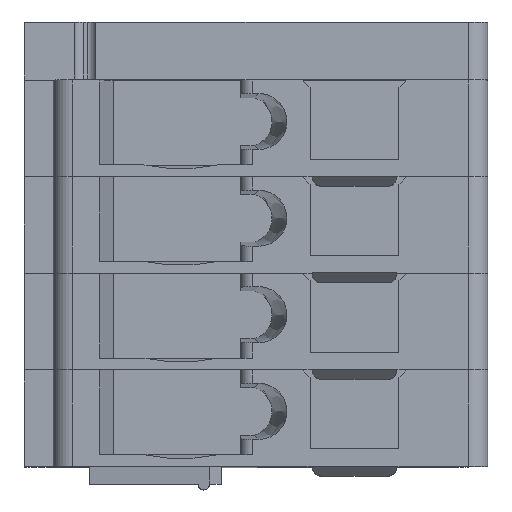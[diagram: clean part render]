
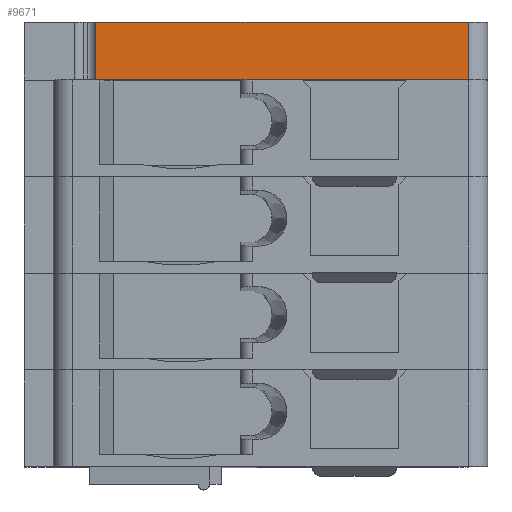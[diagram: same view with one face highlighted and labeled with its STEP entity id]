
A CAD part, top view. The second image highlights one B-rep face of the part: STEP entity #9671.
In plain terms, the highlighted planar face has unit normal (0, 0, 1).
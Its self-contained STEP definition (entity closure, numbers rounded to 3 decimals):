
#2897=ORIENTED_EDGE('',*,*,#4453,.F.);
#2898=ORIENTED_EDGE('',*,*,#4482,.F.);
#2899=ORIENTED_EDGE('',*,*,#4483,.T.);
#2900=ORIENTED_EDGE('',*,*,#4480,.T.);
#4453=EDGE_CURVE('',#5407,#5408,#6502,.T.);
#4480=EDGE_CURVE('',#5426,#5408,#6523,.T.);
#4482=EDGE_CURVE('',#5427,#5407,#6525,.T.);
#4483=EDGE_CURVE('',#5427,#5426,#6526,.T.);
#5407=VERTEX_POINT('',#15906);
#5408=VERTEX_POINT('',#15908);
#5426=VERTEX_POINT('',#15962);
#5427=VERTEX_POINT('',#15966);
#6502=LINE('',#15907,#7615);
#6523=LINE('',#15961,#7636);
#6525=LINE('',#15965,#7638);
#6526=LINE('',#15967,#7639);
#7615=VECTOR('',#12858,1000.);
#7636=VECTOR('',#12909,1000.);
#7638=VECTOR('',#12913,1000.);
#7639=VECTOR('',#12914,1000.);
#8175=EDGE_LOOP('',(#2897,#2898,#2899,#2900));
#8775=FACE_BOUND('',#8175,.T.);
#9205=PLANE('',#10414);
#9671=ADVANCED_FACE('',(#8775),#9205,.T.);
#10414=AXIS2_PLACEMENT_3D('',#15964,#12911,#12912);
#12858=DIRECTION('',(-1.,0.,0.));
#12909=DIRECTION('',(0.,-1.,0.));
#12911=DIRECTION('',(0.,0.,1.));
#12912=DIRECTION('',(1.,0.,0.));
#12913=DIRECTION('',(0.,-1.,0.));
#12914=DIRECTION('',(-1.,0.,0.));
#15906=CARTESIAN_POINT('',(5.5,10.004,8.625));
#15907=CARTESIAN_POINT('',(5.5,10.004,8.625));
#15908=CARTESIAN_POINT('',(-4.15,10.004,8.625));
#15961=CARTESIAN_POINT('',(-4.15,11.504,8.625));
#15962=CARTESIAN_POINT('',(-4.15,11.504,8.625));
#15964=CARTESIAN_POINT('',(5.5,11.504,8.625));
#15965=CARTESIAN_POINT('',(5.5,11.504,8.625));
#15966=CARTESIAN_POINT('',(5.5,11.504,8.625));
#15967=CARTESIAN_POINT('',(5.5,11.504,8.625));
